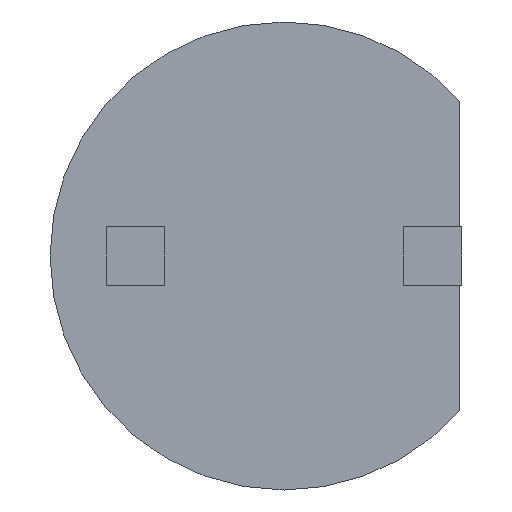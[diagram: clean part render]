
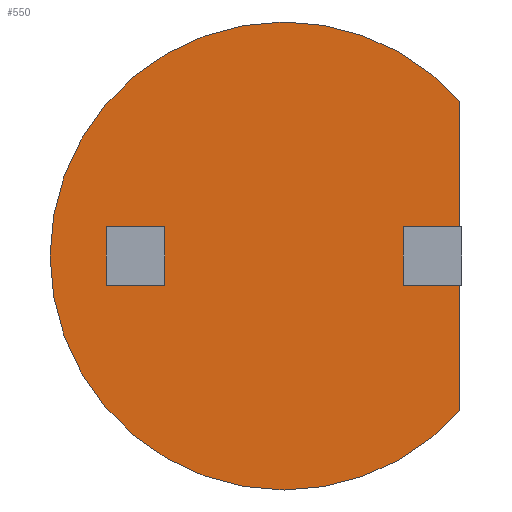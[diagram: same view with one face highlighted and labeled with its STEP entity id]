
A CAD part, front view. The second image highlights one B-rep face of the part: STEP entity #550.
In plain terms, the highlighted planar face has unit normal (0, -1, 0).
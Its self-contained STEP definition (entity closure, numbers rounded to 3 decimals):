
#4 = AXIS2_PLACEMENT_3D ( 'NONE', #801, #504, #439 ) ;
#6 = PLANE ( 'NONE',  #261 ) ;
#7 = DIRECTION ( 'NONE',  ( 0., 1., 0. ) ) ;
#23 = ORIENTED_EDGE ( 'NONE', *, *, #704, .F. ) ;
#39 = EDGE_CURVE ( 'NONE', #899, #935, #250, .T. ) ;
#48 = CARTESIAN_POINT ( 'NONE',  ( -1.52, 0., -0.25 ) ) ;
#54 = AXIS2_PLACEMENT_3D ( 'NONE', #298, #153, #144 ) ;
#62 = CARTESIAN_POINT ( 'NONE',  ( 1.02, 0., -0.25 ) ) ;
#89 = VERTEX_POINT ( 'NONE', #642 ) ;
#95 = CARTESIAN_POINT ( 'NONE',  ( 1.5, 0., -2.73 ) ) ;
#103 = LINE ( 'NONE', #242, #426 ) ;
#105 = VERTEX_POINT ( 'NONE', #661 ) ;
#124 = CARTESIAN_POINT ( 'NONE',  ( 0., 0., 0. ) ) ;
#129 = LINE ( 'NONE', #742, #292 ) ;
#135 = DIRECTION ( 'NONE',  ( -1., 0., 0. ) ) ;
#144 = DIRECTION ( 'NONE',  ( 0., 0., 1. ) ) ;
#149 = AXIS2_PLACEMENT_3D ( 'NONE', #124, #7, #530 ) ;
#153 = DIRECTION ( 'NONE',  ( 0., 1., 0. ) ) ;
#158 = CARTESIAN_POINT ( 'NONE',  ( -1.52, 0., 0.25 ) ) ;
#185 = EDGE_CURVE ( 'NONE', #105, #663, #129, .T. ) ;
#195 = CARTESIAN_POINT ( 'NONE',  ( 1.02, 0., -0.25 ) ) ;
#198 = EDGE_CURVE ( 'NONE', #663, #297, #274, .T. ) ;
#215 = EDGE_CURVE ( 'NONE', #443, #105, #892, .T. ) ;
#223 = LINE ( 'NONE', #95, #249 ) ;
#233 = ORIENTED_EDGE ( 'NONE', *, *, #833, .F. ) ;
#242 = CARTESIAN_POINT ( 'NONE',  ( 1.02, 0., -0.25 ) ) ;
#249 = VECTOR ( 'NONE', #533, 1000. ) ;
#250 = LINE ( 'NONE', #195, #850 ) ;
#261 = AXIS2_PLACEMENT_3D ( 'NONE', #369, #271, #520 ) ;
#264 = EDGE_LOOP ( 'NONE', ( #832, #939, #696, #438, #23, #966, #318, #415 ) ) ;
#266 = EDGE_CURVE ( 'NONE', #339, #89, #444, .T. ) ;
#270 = VERTEX_POINT ( 'NONE', #305 ) ;
#271 = DIRECTION ( 'NONE',  ( 0., 1., 0. ) ) ;
#274 = LINE ( 'NONE', #582, #477 ) ;
#275 = ORIENTED_EDGE ( 'NONE', *, *, #215, .F. ) ;
#292 = VECTOR ( 'NONE', #902, 1000. ) ;
#297 = VERTEX_POINT ( 'NONE', #158 ) ;
#298 = CARTESIAN_POINT ( 'NONE',  ( 0., 0., 0. ) ) ;
#305 = CARTESIAN_POINT ( 'NONE',  ( 1.5, 0., -1.323 ) ) ;
#318 = ORIENTED_EDGE ( 'NONE', *, *, #720, .F. ) ;
#339 = VERTEX_POINT ( 'NONE', #918 ) ;
#348 = VECTOR ( 'NONE', #835, 1000. ) ;
#355 = CARTESIAN_POINT ( 'NONE',  ( 1.5, 0., -2.73 ) ) ;
#364 = DIRECTION ( 'NONE',  ( 1., 0., 0. ) ) ;
#369 = CARTESIAN_POINT ( 'NONE',  ( 0., 0., 0. ) ) ;
#372 = EDGE_CURVE ( 'NONE', #809, #899, #103, .T. ) ;
#415 = ORIENTED_EDGE ( 'NONE', *, *, #266, .F. ) ;
#420 = CARTESIAN_POINT ( 'NONE',  ( -1.02, 0., 0.25 ) ) ;
#426 = VECTOR ( 'NONE', #655, 1000. ) ;
#438 = ORIENTED_EDGE ( 'NONE', *, *, #372, .F. ) ;
#439 = DIRECTION ( 'NONE',  ( 0., 0., 1. ) ) ;
#443 = VERTEX_POINT ( 'NONE', #750 ) ;
#444 = CIRCLE ( 'NONE', #149, 2. ) ;
#457 = CARTESIAN_POINT ( 'NONE',  ( 1.02, 0., 0.25 ) ) ;
#477 = VECTOR ( 'NONE', #135, 1000. ) ;
#485 = FACE_BOUND ( 'NONE', #670, .T. ) ;
#487 = DIRECTION ( 'NONE',  ( 1., 0., 0. ) ) ;
#491 = CARTESIAN_POINT ( 'NONE',  ( -1.52, 0., -0.25 ) ) ;
#494 = CARTESIAN_POINT ( 'NONE',  ( 1.5, 0., 0.25 ) ) ;
#504 = DIRECTION ( 'NONE',  ( 0., 1., 0. ) ) ;
#520 = DIRECTION ( 'NONE',  ( 0., 0., 1. ) ) ;
#527 = CARTESIAN_POINT ( 'NONE',  ( 1.5, 0., -0.25 ) ) ;
#530 = DIRECTION ( 'NONE',  ( 0., 0., 1. ) ) ;
#533 = DIRECTION ( 'NONE',  ( 0., 0., -1. ) ) ;
#538 = LINE ( 'NONE', #457, #348 ) ;
#544 = CIRCLE ( 'NONE', #4, 2. ) ;
#549 = VERTEX_POINT ( 'NONE', #494 ) ;
#550 = ADVANCED_FACE ( 'NONE', ( #485, #571 ), #6, .F. ) ;
#571 = FACE_OUTER_BOUND ( 'NONE', #264, .T. ) ;
#582 = CARTESIAN_POINT ( 'NONE',  ( -1.52, 0., 0.25 ) ) ;
#596 = LINE ( 'NONE', #355, #912 ) ;
#600 = ORIENTED_EDGE ( 'NONE', *, *, #198, .F. ) ;
#611 = EDGE_CURVE ( 'NONE', #270, #339, #544, .T. ) ;
#629 = EDGE_CURVE ( 'NONE', #710, #549, #596, .T. ) ;
#642 = CARTESIAN_POINT ( 'NONE',  ( 0., 0., 2. ) ) ;
#643 = DIRECTION ( 'NONE',  ( 0., 0., -1. ) ) ;
#655 = DIRECTION ( 'NONE',  ( 0., 0., -1. ) ) ;
#661 = CARTESIAN_POINT ( 'NONE',  ( -1.02, 0., -0.25 ) ) ;
#663 = VERTEX_POINT ( 'NONE', #420 ) ;
#668 = CIRCLE ( 'NONE', #54, 2. ) ;
#670 = EDGE_LOOP ( 'NONE', ( #233, #600, #987, #275 ) ) ;
#696 = ORIENTED_EDGE ( 'NONE', *, *, #39, .F. ) ;
#704 = EDGE_CURVE ( 'NONE', #549, #809, #538, .T. ) ;
#710 = VERTEX_POINT ( 'NONE', #996 ) ;
#711 = LINE ( 'NONE', #491, #775 ) ;
#715 = EDGE_CURVE ( 'NONE', #935, #270, #223, .T. ) ;
#720 = EDGE_CURVE ( 'NONE', #89, #710, #668, .T. ) ;
#742 = CARTESIAN_POINT ( 'NONE',  ( -1.02, 0., -0.25 ) ) ;
#750 = CARTESIAN_POINT ( 'NONE',  ( -1.52, 0., -0.25 ) ) ;
#775 = VECTOR ( 'NONE', #643, 1000. ) ;
#798 = CARTESIAN_POINT ( 'NONE',  ( 1.02, 0., 0.25 ) ) ;
#801 = CARTESIAN_POINT ( 'NONE',  ( 0., 0., 0. ) ) ;
#809 = VERTEX_POINT ( 'NONE', #798 ) ;
#832 = ORIENTED_EDGE ( 'NONE', *, *, #611, .F. ) ;
#833 = EDGE_CURVE ( 'NONE', #297, #443, #711, .T. ) ;
#835 = DIRECTION ( 'NONE',  ( -1., 0., 0. ) ) ;
#850 = VECTOR ( 'NONE', #487, 1000. ) ;
#892 = LINE ( 'NONE', #48, #983 ) ;
#899 = VERTEX_POINT ( 'NONE', #62 ) ;
#900 = DIRECTION ( 'NONE',  ( 0., 0., -1. ) ) ;
#902 = DIRECTION ( 'NONE',  ( 0., 0., 1. ) ) ;
#912 = VECTOR ( 'NONE', #900, 1000. ) ;
#918 = CARTESIAN_POINT ( 'NONE',  ( 0., 0., -2. ) ) ;
#935 = VERTEX_POINT ( 'NONE', #527 ) ;
#939 = ORIENTED_EDGE ( 'NONE', *, *, #715, .F. ) ;
#966 = ORIENTED_EDGE ( 'NONE', *, *, #629, .F. ) ;
#983 = VECTOR ( 'NONE', #364, 1000. ) ;
#987 = ORIENTED_EDGE ( 'NONE', *, *, #185, .F. ) ;
#996 = CARTESIAN_POINT ( 'NONE',  ( 1.5, 0., 1.323 ) ) ;
